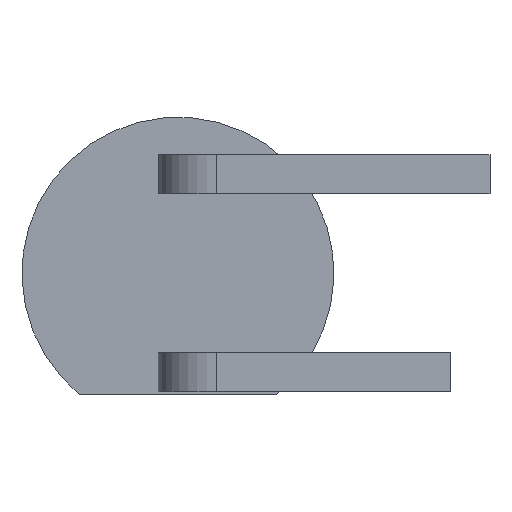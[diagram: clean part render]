
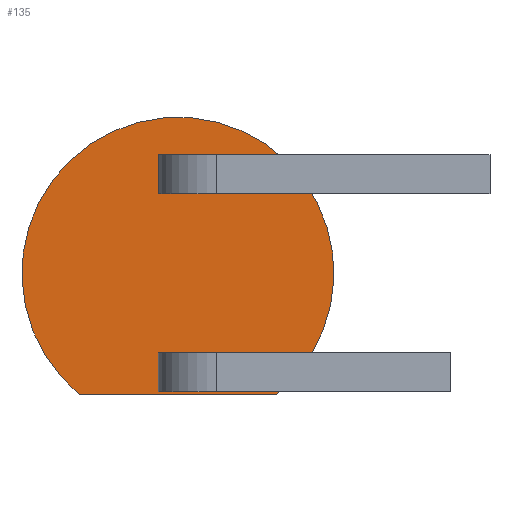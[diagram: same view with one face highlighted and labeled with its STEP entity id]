
A CAD part, front view. The second image highlights one B-rep face of the part: STEP entity #135.
In plain terms, the highlighted planar face has unit normal (0, -1, 0).
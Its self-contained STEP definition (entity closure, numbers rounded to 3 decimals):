
#12 = VERTEX_POINT ( 'NONE', #153 ) ;
#22 = LINE ( 'NONE', #371, #412 ) ;
#34 = ORIENTED_EDGE ( 'NONE', *, *, #728, .F. ) ;
#42 = CARTESIAN_POINT ( 'NONE',  ( -0.252, 0., 0. ) ) ;
#71 = LINE ( 'NONE', #619, #665 ) ;
#102 = DIRECTION ( 'NONE',  ( -1., 0., 0. ) ) ;
#108 = VECTOR ( 'NONE', #590, 1000. ) ;
#109 = ORIENTED_EDGE ( 'NONE', *, *, #600, .F. ) ;
#111 = ORIENTED_EDGE ( 'NONE', *, *, #477, .F. ) ;
#120 = AXIS2_PLACEMENT_3D ( 'NONE', #216, #348, #782 ) ;
#131 = LINE ( 'NONE', #582, #602 ) ;
#135 = ADVANCED_FACE ( 'NONE', ( #328, #678, #717 ), #901, .F. ) ;
#143 = DIRECTION ( 'NONE',  ( -1., 0., 0. ) ) ;
#153 = CARTESIAN_POINT ( 'NONE',  ( -0.252, 0., -1.52 ) ) ;
#159 = VERTEX_POINT ( 'NONE', #352 ) ;
#161 = CARTESIAN_POINT ( 'NONE',  ( 0.5, 0., -1.52 ) ) ;
#172 = AXIS2_PLACEMENT_3D ( 'NONE', #528, #751, #822 ) ;
#192 = VERTEX_POINT ( 'NONE', #374 ) ;
#195 = CARTESIAN_POINT ( 'NONE',  ( 0.252, 0., -1.02 ) ) ;
#196 = ORIENTED_EDGE ( 'NONE', *, *, #434, .F. ) ;
#202 = CARTESIAN_POINT ( 'NONE',  ( -0.249, 0., 1.522 ) ) ;
#216 = CARTESIAN_POINT ( 'NONE',  ( 0., 0., 0. ) ) ;
#235 = DIRECTION ( 'NONE',  ( 0., 0., 1. ) ) ;
#238 = ORIENTED_EDGE ( 'NONE', *, *, #511, .F. ) ;
#280 = VERTEX_POINT ( 'NONE', #682 ) ;
#284 = DIRECTION ( 'NONE',  ( 0., 0., 1. ) ) ;
#313 = CARTESIAN_POINT ( 'NONE',  ( 1.264, 0., -1.55 ) ) ;
#328 = FACE_OUTER_BOUND ( 'NONE', #419, .T. ) ;
#339 = VERTEX_POINT ( 'NONE', #195 ) ;
#348 = DIRECTION ( 'NONE',  ( 0., 1., 0. ) ) ;
#352 = CARTESIAN_POINT ( 'NONE',  ( -0.252, 0., -1.02 ) ) ;
#359 = LINE ( 'NONE', #699, #565 ) ;
#371 = CARTESIAN_POINT ( 'NONE',  ( 0.252, 0., 0. ) ) ;
#373 = EDGE_CURVE ( 'NONE', #525, #549, #631, .T. ) ;
#374 = CARTESIAN_POINT ( 'NONE',  ( -1.264, 0., -1.55 ) ) ;
#377 = EDGE_LOOP ( 'NONE', ( #865, #109, #750, #111 ) ) ;
#388 = LINE ( 'NONE', #42, #108 ) ;
#412 = VECTOR ( 'NONE', #235, 1000. ) ;
#414 = VECTOR ( 'NONE', #903, 1000. ) ;
#419 = EDGE_LOOP ( 'NONE', ( #196, #238 ) ) ;
#424 = LINE ( 'NONE', #161, #795 ) ;
#434 = EDGE_CURVE ( 'NONE', #192, #727, #737, .T. ) ;
#447 = VECTOR ( 'NONE', #746, 1000. ) ;
#454 = ORIENTED_EDGE ( 'NONE', *, *, #778, .F. ) ;
#458 = CARTESIAN_POINT ( 'NONE',  ( 0., 0., 1.522 ) ) ;
#466 = ORIENTED_EDGE ( 'NONE', *, *, #889, .F. ) ;
#477 = EDGE_CURVE ( 'NONE', #549, #280, #538, .T. ) ;
#498 = EDGE_LOOP ( 'NONE', ( #692, #454, #34, #466 ) ) ;
#511 = EDGE_CURVE ( 'NONE', #727, #192, #359, .T. ) ;
#512 = DIRECTION ( 'NONE',  ( 1., 0., 0. ) ) ;
#525 = VERTEX_POINT ( 'NONE', #623 ) ;
#528 = CARTESIAN_POINT ( 'NONE',  ( 0., 0., 0. ) ) ;
#538 = LINE ( 'NONE', #612, #414 ) ;
#549 = VERTEX_POINT ( 'NONE', #202 ) ;
#552 = CARTESIAN_POINT ( 'NONE',  ( 0.252, 0., -1.52 ) ) ;
#565 = VECTOR ( 'NONE', #143, 1000. ) ;
#582 = CARTESIAN_POINT ( 'NONE',  ( 0.5, 0., 1.018 ) ) ;
#590 = DIRECTION ( 'NONE',  ( 0., 0., -1. ) ) ;
#597 = VERTEX_POINT ( 'NONE', #552 ) ;
#600 = EDGE_CURVE ( 'NONE', #655, #525, #71, .T. ) ;
#602 = VECTOR ( 'NONE', #512, 1000. ) ;
#612 = CARTESIAN_POINT ( 'NONE',  ( -0.249, 0., 0. ) ) ;
#619 = CARTESIAN_POINT ( 'NONE',  ( 0.249, 0., 0. ) ) ;
#623 = CARTESIAN_POINT ( 'NONE',  ( 0.249, 0., 1.522 ) ) ;
#628 = CARTESIAN_POINT ( 'NONE',  ( 0.249, 0., 1.018 ) ) ;
#631 = LINE ( 'NONE', #458, #447 ) ;
#655 = VERTEX_POINT ( 'NONE', #628 ) ;
#658 = DIRECTION ( 'NONE',  ( 1., 0., 0. ) ) ;
#665 = VECTOR ( 'NONE', #284, 1000. ) ;
#678 = FACE_BOUND ( 'NONE', #377, .T. ) ;
#682 = CARTESIAN_POINT ( 'NONE',  ( -0.249, 0., 1.018 ) ) ;
#692 = ORIENTED_EDGE ( 'NONE', *, *, #791, .F. ) ;
#699 = CARTESIAN_POINT ( 'NONE',  ( -1.264, 0., -1.55 ) ) ;
#710 = VECTOR ( 'NONE', #102, 1000. ) ;
#717 = FACE_BOUND ( 'NONE', #498, .T. ) ;
#727 = VERTEX_POINT ( 'NONE', #313 ) ;
#728 = EDGE_CURVE ( 'NONE', #12, #597, #424, .T. ) ;
#737 = CIRCLE ( 'NONE', #172, 2. ) ;
#746 = DIRECTION ( 'NONE',  ( -1., 0., 0. ) ) ;
#750 = ORIENTED_EDGE ( 'NONE', *, *, #768, .F. ) ;
#751 = DIRECTION ( 'NONE',  ( 0., 1., 0. ) ) ;
#768 = EDGE_CURVE ( 'NONE', #280, #655, #131, .T. ) ;
#778 = EDGE_CURVE ( 'NONE', #597, #339, #22, .T. ) ;
#782 = DIRECTION ( 'NONE',  ( 0., 0., 1. ) ) ;
#791 = EDGE_CURVE ( 'NONE', #339, #159, #891, .T. ) ;
#795 = VECTOR ( 'NONE', #658, 1000. ) ;
#806 = CARTESIAN_POINT ( 'NONE',  ( 0., 0., -1.02 ) ) ;
#822 = DIRECTION ( 'NONE',  ( 0., 0., -1. ) ) ;
#865 = ORIENTED_EDGE ( 'NONE', *, *, #373, .F. ) ;
#889 = EDGE_CURVE ( 'NONE', #159, #12, #388, .T. ) ;
#891 = LINE ( 'NONE', #806, #710 ) ;
#901 = PLANE ( 'NONE',  #120 ) ;
#903 = DIRECTION ( 'NONE',  ( 0., 0., -1. ) ) ;
